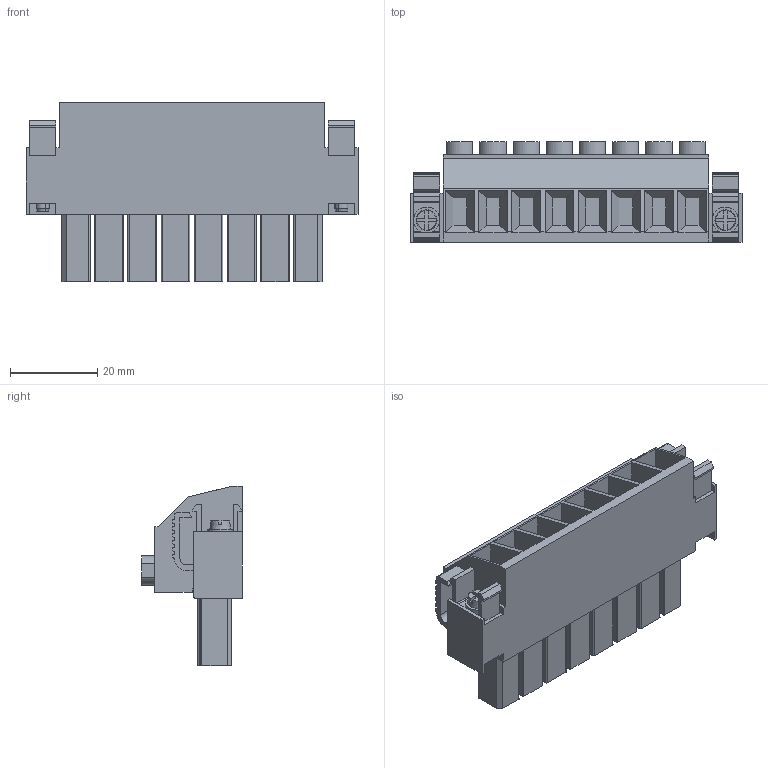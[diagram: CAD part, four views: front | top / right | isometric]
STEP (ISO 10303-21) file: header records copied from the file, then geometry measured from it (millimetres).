
FILE_DESCRIPTION(('CATIA V5 STEP','CAx-IF Rec.Pracs.--- Model Styling and Organization---1.2---2011-12-15'),'2;1');
FILE_NAME ('D1459361_0_1930220000_1930220000.stp','2018-09-06T04:04:02+00:00',('none'),('Weidmueller'),'CATIA Version 5-6 Release 2014','CATIA V5 STEP AP214','none');
FILE_SCHEMA(('AUTOMOTIVE_DESIGN { 1 0 10303 214 1 1 1 1 }'));
Length unit declared in the file: millimetre
Products named in the file (1): 1930220000
Bounding box: 76.2 x 23.1 x 41.15 mm (x, y, z)
Volume: 30780.1 mm3; surface area: 17186 mm2
Topology: 5 solids, 5 shells, 670 faces, 1812 edges, 1186 vertices
Faces by surface type: plane 483, cylinder 175, cone 12
Entity records: 19011 total; most frequent: ORIENTED_EDGE 3624, CARTESIAN_POINT 3504, DIRECTION 2462, EDGE_CURVE 1812, VECTOR 1332, LINE 1332, VERTEX_POINT 1186, AXIS2_PLACEMENT_3D 760
